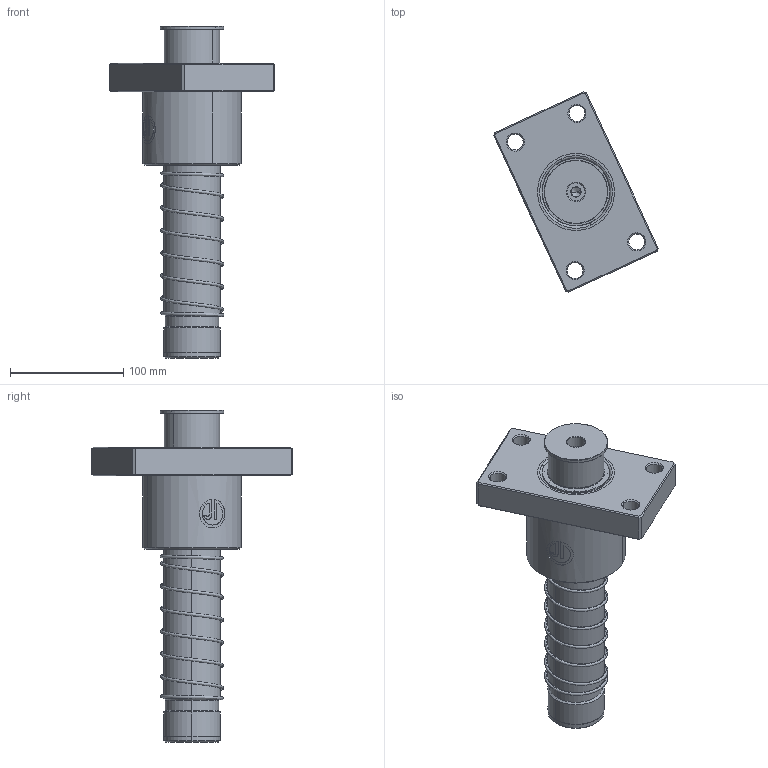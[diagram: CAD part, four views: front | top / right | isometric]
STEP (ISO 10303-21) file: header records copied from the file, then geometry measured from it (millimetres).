
FILE_DESCRIPTION (( 'STEP AP214' ), '1' );
FILE_NAME ('FKS FKJ-D50-L260.STEP', '2021-09-16T03:36:10', ( '' ), ( '' ), 'SwSTEP 2.0', 'SolidWorks 2016', '' );
FILE_SCHEMA (( 'AUTOMOTIVE_DESIGN' ));
Length unit declared in the file: millimetre
Products named in the file (238): BALL-D5; BJ BS-D59.5-50.5-L90; FKS FKJ-D50-L260; SAB-50-1; MGK-D50-L260; GTK-D56-d49; BJ BS-59.5-50.5-L90郪蚾; HWP-D55.7-50.5-L120; SAB-50
Assembly tree (231 placements, depth 3):
  BALL-D5
  BALL-D5
  BALL-D5
  BALL-D5
  BALL-D5
Bounding box: 145.28 x 176.81 x 293 mm (x, y, z)
Volume: 1102906.6 mm3; surface area: 242115.9 mm2
Topology: 226 solids, 226 shells, 1036 faces, 4337 edges, 2875 vertices
Faces by surface type: sphere 880, plane 48, cylinder 44, cone 42, bspline 14, torus 8
Entity records: 47435 total; most frequent: CARTESIAN_POINT 27941, ORIENTED_EDGE 3380, DIRECTION 2978, EDGE_CURVE 1690, AXIS2_PLACEMENT_3D 1408, VERTEX_POINT 1103, EDGE_LOOP 1051, B_SPLINE_CURVE_WITH_KNOTS 945
